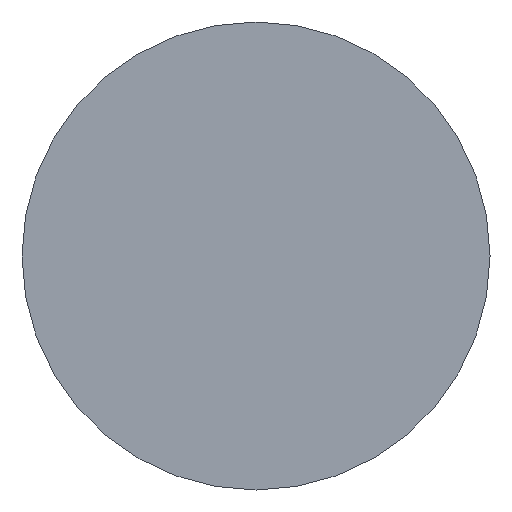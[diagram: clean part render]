
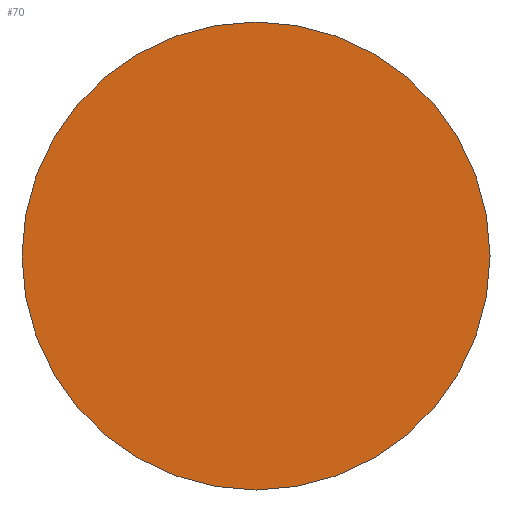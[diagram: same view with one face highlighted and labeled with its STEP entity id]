
A CAD part, front view. The second image highlights one B-rep face of the part: STEP entity #70.
In plain terms, the highlighted planar face has unit normal (0, -1, 0).
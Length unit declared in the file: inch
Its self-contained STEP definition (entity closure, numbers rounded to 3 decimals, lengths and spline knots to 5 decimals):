
#15 = AXIS2_PLACEMENT_3D ( 'NONE', #19, #182, #17 ) ;
#17 = DIRECTION ( 'NONE',  ( 0., 0., -1. ) ) ;
#19 = CARTESIAN_POINT ( 'NONE',  ( 0., 0., 0. ) ) ;
#27 = EDGE_CURVE ( 'NONE', #225, #277, #148, .T. ) ;
#42 = FACE_OUTER_BOUND ( 'NONE', #185, .T. ) ;
#45 = AXIS2_PLACEMENT_3D ( 'NONE', #95, #194, #168 ) ;
#50 = DIRECTION ( 'NONE',  ( 0., -1., 0. ) ) ;
#66 = ORIENTED_EDGE ( 'NONE', *, *, #27, .T. ) ;
#70 = ADVANCED_FACE ( 'NONE', ( #42 ), #133, .T. ) ;
#95 = CARTESIAN_POINT ( 'NONE',  ( 0., 0., 0. ) ) ;
#120 = CARTESIAN_POINT ( 'NONE',  ( 0., 0., -0.0625 ) ) ;
#133 = PLANE ( 'NONE',  #45 ) ;
#143 = CARTESIAN_POINT ( 'NONE',  ( 0., 0., 0.0625 ) ) ;
#148 = CIRCLE ( 'NONE', #15, 0.0625 ) ;
#160 = CIRCLE ( 'NONE', #241, 0.0625 ) ;
#167 = CARTESIAN_POINT ( 'NONE',  ( 0., 0., 0. ) ) ;
#168 = DIRECTION ( 'NONE',  ( 0., 0., -1. ) ) ;
#182 = DIRECTION ( 'NONE',  ( 0., -1., 0. ) ) ;
#185 = EDGE_LOOP ( 'NONE', ( #66, #206 ) ) ;
#194 = DIRECTION ( 'NONE',  ( 0., -1., 0. ) ) ;
#197 = EDGE_CURVE ( 'NONE', #277, #225, #160, .T. ) ;
#206 = ORIENTED_EDGE ( 'NONE', *, *, #197, .T. ) ;
#225 = VERTEX_POINT ( 'NONE', #120 ) ;
#229 = DIRECTION ( 'NONE',  ( 0., 0., -1. ) ) ;
#241 = AXIS2_PLACEMENT_3D ( 'NONE', #167, #50, #229 ) ;
#277 = VERTEX_POINT ( 'NONE', #143 ) ;
